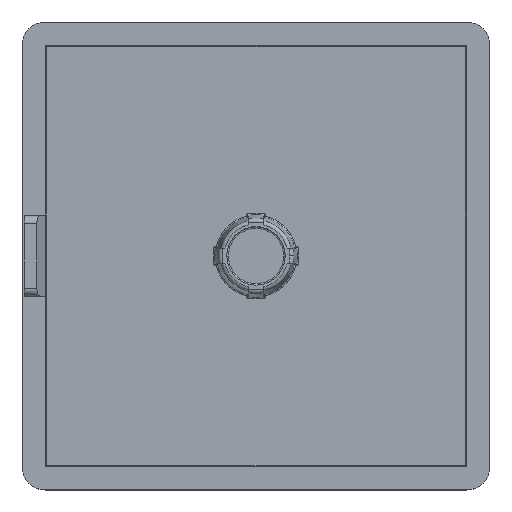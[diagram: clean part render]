
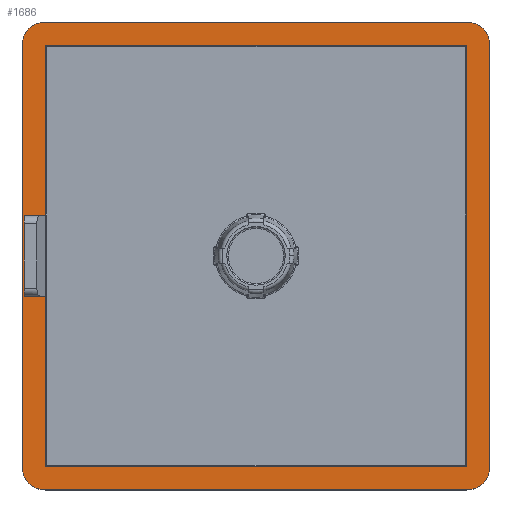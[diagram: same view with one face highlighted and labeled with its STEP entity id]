
A CAD part, top view. The second image highlights one B-rep face of the part: STEP entity #1686.
In plain terms, the highlighted planar face has unit normal (0, 0, 1).
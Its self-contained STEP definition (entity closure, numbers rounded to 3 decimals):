
#9 = ORIENTED_EDGE ( 'NONE', *, *, #168, .T. ) ;
#15 = VECTOR ( 'NONE', #926, 1000. ) ;
#22 = VERTEX_POINT ( 'NONE', #1324 ) ;
#32 = VECTOR ( 'NONE', #930, 1000. ) ;
#33 = LINE ( 'NONE', #908, #15 ) ;
#40 = VECTOR ( 'NONE', #952, 1000. ) ;
#59 = LINE ( 'NONE', #976, #40 ) ;
#64 = LINE ( 'NONE', #932, #32 ) ;
#71 = VECTOR ( 'NONE', #1058, 1000. ) ;
#104 = LINE ( 'NONE', #1055, #71 ) ;
#110 = VERTEX_POINT ( 'NONE', #1144 ) ;
#119 = VERTEX_POINT ( 'NONE', #1149 ) ;
#127 = VECTOR ( 'NONE', #519, 1000. ) ;
#131 = LINE ( 'NONE', #411, #127 ) ;
#135 = CARTESIAN_POINT ( 'NONE',  ( -27., -5.15, 4. ) ) ;
#168 = EDGE_CURVE ( 'NONE', #119, #2483, #2217, .T. ) ;
#192 = CARTESIAN_POINT ( 'NONE',  ( -27., 5.15, 4. ) ) ;
#409 = VECTOR ( 'NONE', #2132, 1000. ) ;
#411 = CARTESIAN_POINT ( 'NONE',  ( -27., 27., 4. ) ) ;
#413 = LINE ( 'NONE', #2179, #409 ) ;
#427 = ORIENTED_EDGE ( 'NONE', *, *, #2723, .T. ) ;
#461 = CIRCLE ( 'NONE', #1761, 3. ) ;
#479 = ORIENTED_EDGE ( 'NONE', *, *, #710, .T. ) ;
#519 = DIRECTION ( 'NONE',  ( 0., -1., 0. ) ) ;
#544 = LINE ( 'NONE', #2377, #566 ) ;
#566 = VECTOR ( 'NONE', #2422, 1000. ) ;
#610 = EDGE_CURVE ( 'NONE', #1667, #119, #1748, .T. ) ;
#635 = AXIS2_PLACEMENT_3D ( 'NONE', #2744, #2710, #2734 ) ;
#645 = FACE_OUTER_BOUND ( 'NONE', #2569, .T. ) ;
#703 = FACE_BOUND ( 'NONE', #2686, .T. ) ;
#710 = EDGE_CURVE ( 'NONE', #2444, #2397, #1567, .T. ) ;
#721 = ORIENTED_EDGE ( 'NONE', *, *, #1468, .T. ) ;
#836 = DIRECTION ( 'NONE',  ( 0., 0., 1. ) ) ;
#867 = CIRCLE ( 'NONE', #1248, 3. ) ;
#883 = CARTESIAN_POINT ( 'NONE',  ( 27., -27., 4. ) ) ;
#908 = CARTESIAN_POINT ( 'NONE',  ( -29.7, -30., 4. ) ) ;
#925 = DIRECTION ( 'NONE',  ( 1., 0., 0. ) ) ;
#926 = DIRECTION ( 'NONE',  ( 0., 1., 0. ) ) ;
#929 = VECTOR ( 'NONE', #2040, 1000. ) ;
#930 = DIRECTION ( 'NONE',  ( 0., 1., 0. ) ) ;
#932 = CARTESIAN_POINT ( 'NONE',  ( 27., 27., 4. ) ) ;
#952 = DIRECTION ( 'NONE',  ( 0., -1., 0. ) ) ;
#953 = LINE ( 'NONE', #2122, #929 ) ;
#976 = CARTESIAN_POINT ( 'NONE',  ( -30., 30., 4. ) ) ;
#986 = VECTOR ( 'NONE', #2287, 1000. ) ;
#1000 = LINE ( 'NONE', #2279, #986 ) ;
#1033 = CARTESIAN_POINT ( 'NONE',  ( -30., -27., 4. ) ) ;
#1037 = LINE ( 'NONE', #2456, #1085 ) ;
#1055 = CARTESIAN_POINT ( 'NONE',  ( -27., 27., 4. ) ) ;
#1058 = DIRECTION ( 'NONE',  ( 0., -1., 0. ) ) ;
#1085 = VECTOR ( 'NONE', #2452, 1000. ) ;
#1107 = VERTEX_POINT ( 'NONE', #135 ) ;
#1112 = DIRECTION ( 'NONE',  ( -1., 0., 0. ) ) ;
#1115 = CARTESIAN_POINT ( 'NONE',  ( -30., 30., 4. ) ) ;
#1144 = CARTESIAN_POINT ( 'NONE',  ( 30., 27., 4. ) ) ;
#1149 = CARTESIAN_POINT ( 'NONE',  ( 27., -30., 4. ) ) ;
#1154 = CIRCLE ( 'NONE', #635, 3. ) ;
#1171 = CARTESIAN_POINT ( 'NONE',  ( 27., 30., 4. ) ) ;
#1176 = CARTESIAN_POINT ( 'NONE',  ( 30., -27., 4. ) ) ;
#1207 = EDGE_CURVE ( 'NONE', #110, #2444, #1154, .T. ) ;
#1238 = CARTESIAN_POINT ( 'NONE',  ( -27., 30., 4. ) ) ;
#1246 = EDGE_CURVE ( 'NONE', #2012, #2643, #1037, .T. ) ;
#1248 = AXIS2_PLACEMENT_3D ( 'NONE', #1417, #1395, #1387 ) ;
#1308 = ORIENTED_EDGE ( 'NONE', *, *, #610, .T. ) ;
#1314 = EDGE_CURVE ( 'NONE', #1107, #1467, #1000, .T. ) ;
#1324 = CARTESIAN_POINT ( 'NONE',  ( -27., 27., 4. ) ) ;
#1364 = EDGE_CURVE ( 'NONE', #2259, #22, #953, .T. ) ;
#1387 = DIRECTION ( 'NONE',  ( 1., 0., 0. ) ) ;
#1395 = DIRECTION ( 'NONE',  ( 0., 0., 1. ) ) ;
#1417 = CARTESIAN_POINT ( 'NONE',  ( -27., 27., 4. ) ) ;
#1433 = VERTEX_POINT ( 'NONE', #1865 ) ;
#1467 = VERTEX_POINT ( 'NONE', #1511 ) ;
#1468 = EDGE_CURVE ( 'NONE', #2397, #2035, #867, .T. ) ;
#1511 = CARTESIAN_POINT ( 'NONE',  ( -29.7, -5.15, 4. ) ) ;
#1556 = CARTESIAN_POINT ( 'NONE',  ( 27., 27., 4. ) ) ;
#1563 = VECTOR ( 'NONE', #1112, 1000. ) ;
#1567 = LINE ( 'NONE', #1115, #1563 ) ;
#1596 = ORIENTED_EDGE ( 'NONE', *, *, #2769, .F. ) ;
#1621 = ORIENTED_EDGE ( 'NONE', *, *, #2775, .T. ) ;
#1633 = VERTEX_POINT ( 'NONE', #2701 ) ;
#1667 = VERTEX_POINT ( 'NONE', #2626 ) ;
#1686 = ADVANCED_FACE ( 'NONE', ( #645, #703 ), #2550, .T. ) ;
#1706 = DIRECTION ( 'NONE',  ( 1., 0., 0. ) ) ;
#1714 = CARTESIAN_POINT ( 'NONE',  ( -30., -30., 4. ) ) ;
#1743 = VECTOR ( 'NONE', #1706, 1000. ) ;
#1745 = EDGE_CURVE ( 'NONE', #1433, #1633, #544, .T. ) ;
#1748 = LINE ( 'NONE', #1714, #1743 ) ;
#1761 = AXIS2_PLACEMENT_3D ( 'NONE', #2160, #2156, #2152 ) ;
#1840 = ORIENTED_EDGE ( 'NONE', *, *, #1847, .T. ) ;
#1847 = EDGE_CURVE ( 'NONE', #2711, #1667, #461, .T. ) ;
#1865 = CARTESIAN_POINT ( 'NONE',  ( -27., -27., 4. ) ) ;
#1880 = EDGE_CURVE ( 'NONE', #2483, #110, #413, .T. ) ;
#1941 = CARTESIAN_POINT ( 'NONE',  ( -29.7, 5.15, 4. ) ) ;
#1974 = CARTESIAN_POINT ( 'NONE',  ( -30., 27., 4. ) ) ;
#2012 = VERTEX_POINT ( 'NONE', #1941 ) ;
#2035 = VERTEX_POINT ( 'NONE', #1974 ) ;
#2040 = DIRECTION ( 'NONE',  ( -1., 0., 0. ) ) ;
#2076 = ORIENTED_EDGE ( 'NONE', *, *, #2683, .F. ) ;
#2122 = CARTESIAN_POINT ( 'NONE',  ( -27., 27., 4. ) ) ;
#2129 = AXIS2_PLACEMENT_3D ( 'NONE', #2583, #2540, #2536 ) ;
#2132 = DIRECTION ( 'NONE',  ( 0., 1., 0. ) ) ;
#2152 = DIRECTION ( 'NONE',  ( 1., 0., 0. ) ) ;
#2156 = DIRECTION ( 'NONE',  ( 0., 0., 1. ) ) ;
#2160 = CARTESIAN_POINT ( 'NONE',  ( -27., -27., 4. ) ) ;
#2179 = CARTESIAN_POINT ( 'NONE',  ( 30., 30., 4. ) ) ;
#2217 = CIRCLE ( 'NONE', #2524, 3. ) ;
#2259 = VERTEX_POINT ( 'NONE', #1556 ) ;
#2279 = CARTESIAN_POINT ( 'NONE',  ( 30., -5.15, 4. ) ) ;
#2287 = DIRECTION ( 'NONE',  ( -1., 0., 0. ) ) ;
#2303 = ORIENTED_EDGE ( 'NONE', *, *, #1207, .T. ) ;
#2324 = ORIENTED_EDGE ( 'NONE', *, *, #1745, .F. ) ;
#2336 = ORIENTED_EDGE ( 'NONE', *, *, #1880, .T. ) ;
#2377 = CARTESIAN_POINT ( 'NONE',  ( -27., -27., 4. ) ) ;
#2392 = ORIENTED_EDGE ( 'NONE', *, *, #2589, .F. ) ;
#2397 = VERTEX_POINT ( 'NONE', #1238 ) ;
#2422 = DIRECTION ( 'NONE',  ( 1., 0., 0. ) ) ;
#2444 = VERTEX_POINT ( 'NONE', #1171 ) ;
#2452 = DIRECTION ( 'NONE',  ( 1., 0., 0. ) ) ;
#2456 = CARTESIAN_POINT ( 'NONE',  ( 30., 5.15, 4. ) ) ;
#2457 = ORIENTED_EDGE ( 'NONE', *, *, #1246, .T. ) ;
#2483 = VERTEX_POINT ( 'NONE', #1176 ) ;
#2524 = AXIS2_PLACEMENT_3D ( 'NONE', #883, #836, #925 ) ;
#2536 = DIRECTION ( 'NONE',  ( 1., 0., 0. ) ) ;
#2540 = DIRECTION ( 'NONE',  ( 0., 0., 1. ) ) ;
#2550 = PLANE ( 'NONE',  #2129 ) ;
#2569 = EDGE_LOOP ( 'NONE', ( #479, #721, #427, #1840, #1308, #9, #2336, #2303 ) ) ;
#2583 = CARTESIAN_POINT ( 'NONE',  ( 30., -30., 4. ) ) ;
#2589 = EDGE_CURVE ( 'NONE', #22, #2643, #131, .T. ) ;
#2615 = ORIENTED_EDGE ( 'NONE', *, *, #1314, .T. ) ;
#2626 = CARTESIAN_POINT ( 'NONE',  ( -27., -30., 4. ) ) ;
#2643 = VERTEX_POINT ( 'NONE', #192 ) ;
#2683 = EDGE_CURVE ( 'NONE', #1107, #1433, #104, .T. ) ;
#2686 = EDGE_LOOP ( 'NONE', ( #2076, #2615, #1621, #2457, #2392, #2803, #1596, #2324 ) ) ;
#2701 = CARTESIAN_POINT ( 'NONE',  ( 27., -27., 4. ) ) ;
#2710 = DIRECTION ( 'NONE',  ( 0., 0., 1. ) ) ;
#2711 = VERTEX_POINT ( 'NONE', #1033 ) ;
#2723 = EDGE_CURVE ( 'NONE', #2035, #2711, #59, .T. ) ;
#2734 = DIRECTION ( 'NONE',  ( 1., 0., 0. ) ) ;
#2744 = CARTESIAN_POINT ( 'NONE',  ( 27., 27., 4. ) ) ;
#2769 = EDGE_CURVE ( 'NONE', #1633, #2259, #64, .T. ) ;
#2775 = EDGE_CURVE ( 'NONE', #1467, #2012, #33, .T. ) ;
#2803 = ORIENTED_EDGE ( 'NONE', *, *, #1364, .F. ) ;
